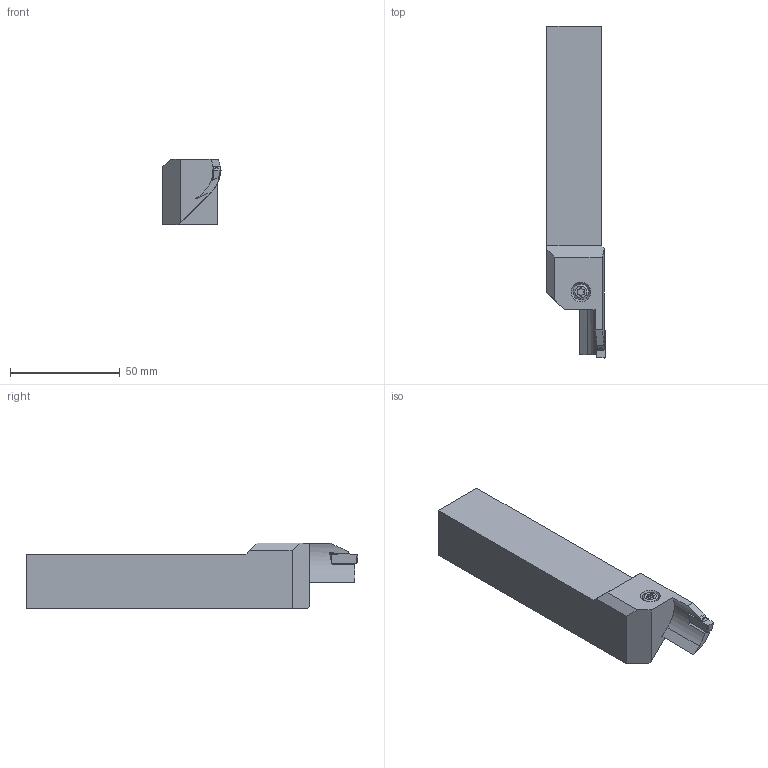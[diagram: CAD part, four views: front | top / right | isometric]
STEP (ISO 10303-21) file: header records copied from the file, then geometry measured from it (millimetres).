
FILE_DESCRIPTION(/* description */ (''),/* implementation_level */ '2;1');
FILE_NAME(/* name */ 'GFMR2525M0413x034021_115014145ndi000_00_SIM.stp',/* time_stamp */ '2021-08-10T08:49:32+02:00',/* author */ (''),/* organization */ (''),/* preprocessor_version */ 'ST-DEVELOPER v16.7',/* originating_system */ 'SIEMENS PLM Software NX 12.0',/* authorisation */ '');
FILE_SCHEMA (('AUTOMOTIVE_DESIGN { 1 0 10303 214 3 1 1 1 }'));
Length unit declared in the file: millimetre
Products named in the file (1): mp542014C295lyhk
Bounding box: 26.52 x 151 x 30 mm (x, y, z)
Volume: 78676.6 mm3; surface area: 15768.6 mm2
Topology: 3 solids, 3 shells, 71 faces, 185 edges, 121 vertices
Faces by surface type: plane 43, cylinder 22, cone 4, extrusion 2
Full cylindrical faces by diameter (mm): 5 x1, 5.5 x1, 7.2 x1
Entity records: 2235 total; most frequent: CARTESIAN_POINT 410, DIRECTION 379, ORIENTED_EDGE 356, EDGE_CURVE 178, AXIS2_PLACEMENT_3D 130, VERTEX_POINT 121, VECTOR 119, LINE 117
